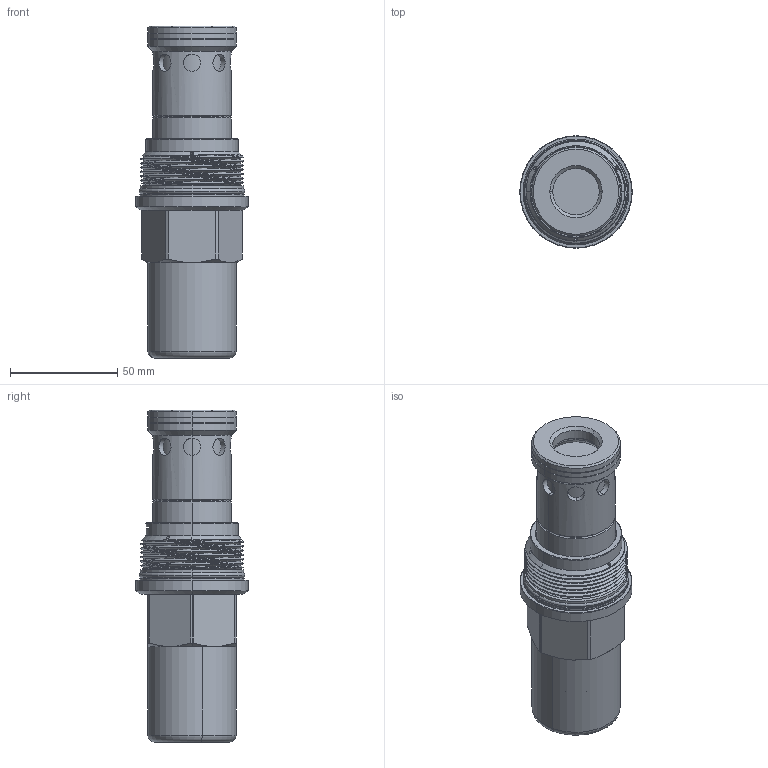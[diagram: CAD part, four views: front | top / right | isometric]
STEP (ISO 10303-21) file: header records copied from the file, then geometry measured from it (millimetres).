
FILE_DESCRIPTION (( 'STEP AP203' ), '1' );
FILE_NAME ('RP18A2G-C.STEP', '2020-03-24T01:57:02', ( '' ), ( '' ), 'SwSTEP 2.0', 'SolidWorks 2018', '' );
FILE_SCHEMA (( 'CONFIG_CONTROL_DESIGN' ));
Length unit declared in the file: millimetre
Products named in the file (1): RP18A2G-C
Bounding box: 52.37 x 52.37 x 154.65 mm (x, y, z)
Volume: 177670.9 mm3; surface area: 42421.6 mm2
Topology: 5 solids, 5 shells, 289 faces, 686 edges, 422 vertices
Faces by surface type: cylinder 139, plane 55, cone 47, torus 37, bspline 9, sphere 2
Entity records: 17193 total; most frequent: CARTESIAN_POINT 10723, ORIENTED_EDGE 1364, DIRECTION 1328, EDGE_CURVE 682, AXIS2_PLACEMENT_3D 552, VERTEX_POINT 422, EDGE_LOOP 316, ADVANCED_FACE 289
